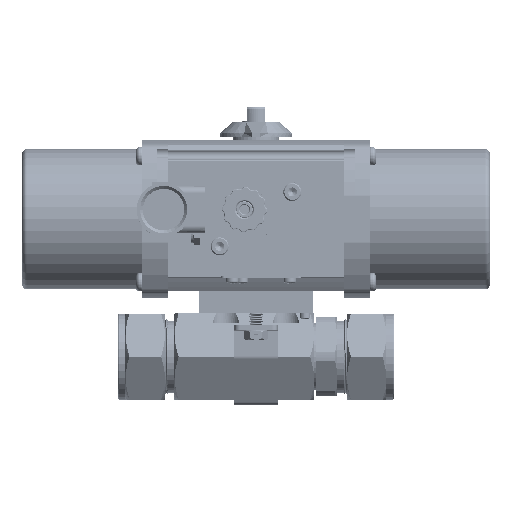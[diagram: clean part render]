
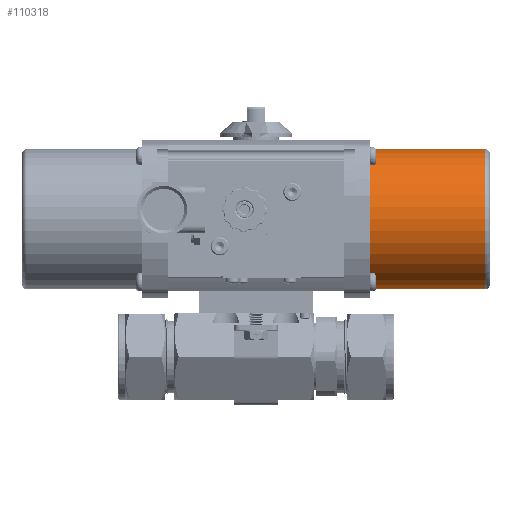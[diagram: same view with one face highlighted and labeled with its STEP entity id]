
A CAD part, top view. The second image highlights one B-rep face of the part: STEP entity #110318.
In plain terms, the highlighted cylindrical face has radius 30.963 mm (diameter 61.925 mm), a partial arc.
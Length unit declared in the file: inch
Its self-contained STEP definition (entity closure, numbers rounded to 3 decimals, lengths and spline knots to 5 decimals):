
#2239 = DIRECTION ( 'NONE',  ( 0., -1., 0. ) ) ;
#3856 = EDGE_LOOP ( 'NONE', ( #44086, #37255, #88232, #114370 ) ) ;
#8149 = VERTEX_POINT ( 'NONE', #113346 ) ;
#8480 = DIRECTION ( 'NONE',  ( 1., 0., 0. ) ) ;
#12203 = FACE_OUTER_BOUND ( 'NONE', #3856, .T. ) ;
#16474 = VECTOR ( 'NONE', #167213, 39.37008 ) ;
#17863 = EDGE_CURVE ( 'NONE', #52290, #8149, #18974, .T. ) ;
#18974 = CIRCLE ( 'NONE', #153127, 1.219 ) ;
#22173 = EDGE_CURVE ( 'NONE', #52290, #186436, #129628, .T. ) ;
#27042 = DIRECTION ( 'NONE',  ( 0., 1., 0. ) ) ;
#34954 = CARTESIAN_POINT ( 'NONE',  ( 1.7145, 1.167, 0. ) ) ;
#37255 = ORIENTED_EDGE ( 'NONE', *, *, #17863, .T. ) ;
#42233 = CYLINDRICAL_SURFACE ( 'NONE', #178298, 1.219 ) ;
#44086 = ORIENTED_EDGE ( 'NONE', *, *, #22173, .F. ) ;
#52169 = AXIS2_PLACEMENT_3D ( 'NONE', #96993, #8480, #111773 ) ;
#52290 = VERTEX_POINT ( 'NONE', #83957 ) ;
#71865 = CIRCLE ( 'NONE', #52169, 1.219 ) ;
#83957 = CARTESIAN_POINT ( 'NONE',  ( 3.9725, 1.167, 0. ) ) ;
#87640 = LINE ( 'NONE', #129099, #166071 ) ;
#88232 = ORIENTED_EDGE ( 'NONE', *, *, #175739, .T. ) ;
#90835 = DIRECTION ( 'NONE',  ( -1., 0., 0. ) ) ;
#96993 = CARTESIAN_POINT ( 'NONE',  ( 1.8575, 2.386, 0. ) ) ;
#100649 = CARTESIAN_POINT ( 'NONE',  ( 1.7145, 2.386, 0. ) ) ;
#110318 = ADVANCED_FACE ( 'NONE', ( #12203 ), #42233, .T. ) ;
#111773 = DIRECTION ( 'NONE',  ( 0., -1., 0. ) ) ;
#113346 = CARTESIAN_POINT ( 'NONE',  ( 3.9725, 3.605, 0. ) ) ;
#114370 = ORIENTED_EDGE ( 'NONE', *, *, #165978, .T. ) ;
#115436 = DIRECTION ( 'NONE',  ( -1., 0., 0. ) ) ;
#129099 = CARTESIAN_POINT ( 'NONE',  ( 1.7145, 3.605, 0. ) ) ;
#129628 = LINE ( 'NONE', #34954, #16474 ) ;
#133362 = VERTEX_POINT ( 'NONE', #173037 ) ;
#142601 = CARTESIAN_POINT ( 'NONE',  ( 1.8575, 1.167, 0. ) ) ;
#153127 = AXIS2_PLACEMENT_3D ( 'NONE', #179201, #90835, #2239 ) ;
#165978 = EDGE_CURVE ( 'NONE', #133362, #186436, #71865, .T. ) ;
#166071 = VECTOR ( 'NONE', #187938, 39.37008 ) ;
#167213 = DIRECTION ( 'NONE',  ( -1., 0., 0. ) ) ;
#173037 = CARTESIAN_POINT ( 'NONE',  ( 1.8575, 3.605, 0. ) ) ;
#175739 = EDGE_CURVE ( 'NONE', #8149, #133362, #87640, .T. ) ;
#178298 = AXIS2_PLACEMENT_3D ( 'NONE', #100649, #115436, #27042 ) ;
#179201 = CARTESIAN_POINT ( 'NONE',  ( 3.9725, 2.386, 0. ) ) ;
#186436 = VERTEX_POINT ( 'NONE', #142601 ) ;
#187938 = DIRECTION ( 'NONE',  ( -1., 0., 0. ) ) ;
